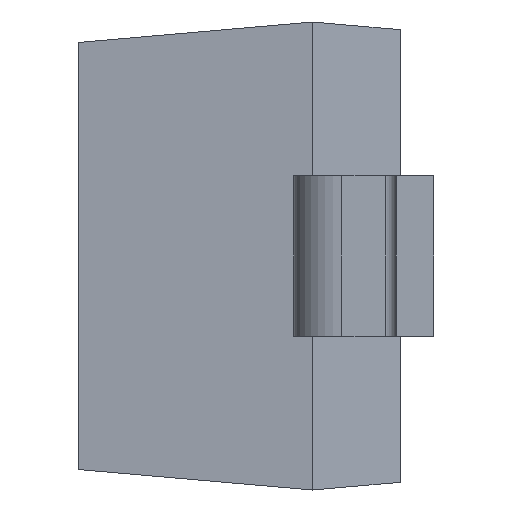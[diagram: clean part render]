
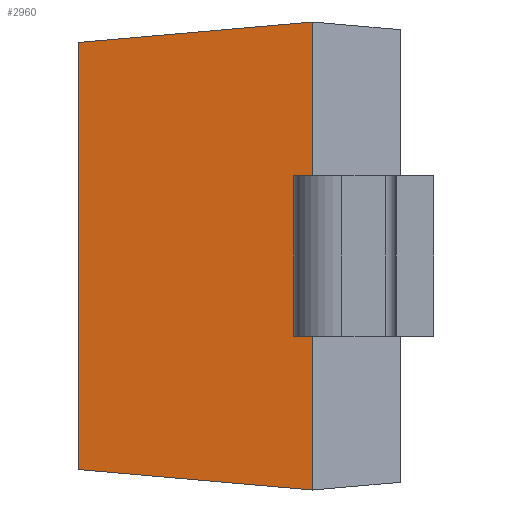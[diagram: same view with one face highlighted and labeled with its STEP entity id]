
A CAD part, left-side view. The second image highlights one B-rep face of the part: STEP entity #2960.
In plain terms, the highlighted planar face has unit normal (-0.996, 0.087, 0).
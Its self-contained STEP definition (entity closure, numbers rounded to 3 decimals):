
#319 = CARTESIAN_POINT ( 'NONE',  ( -1.325, 0., -0.8 ) ) ;
#508 = DIRECTION ( 'NONE',  ( -0.087, -0.992, 0.087 ) ) ;
#609 = ORIENTED_EDGE ( 'NONE', *, *, #2206, .F. ) ;
#611 = VERTEX_POINT ( 'NONE', #1377 ) ;
#631 = EDGE_CURVE ( 'NONE', #1147, #2328, #1129, .T. ) ;
#690 = DIRECTION ( 'NONE',  ( -0.087, -0.996, 0. ) ) ;
#829 = LINE ( 'NONE', #2140, #4010 ) ;
#1129 = LINE ( 'NONE', #1738, #1202 ) ;
#1138 = DIRECTION ( 'NONE',  ( 0., 0., 1. ) ) ;
#1147 = VERTEX_POINT ( 'NONE', #1612 ) ;
#1202 = VECTOR ( 'NONE', #2696, 1000. ) ;
#1257 = AXIS2_PLACEMENT_3D ( 'NONE', #319, #1318, #690 ) ;
#1318 = DIRECTION ( 'NONE',  ( -0.996, 0.087, 0. ) ) ;
#1377 = CARTESIAN_POINT ( 'NONE',  ( -1.255, 0.8, 0.73 ) ) ;
#1612 = CARTESIAN_POINT ( 'NONE',  ( -1.325, 0., -0.8 ) ) ;
#1685 = VERTEX_POINT ( 'NONE', #2800 ) ;
#1738 = CARTESIAN_POINT ( 'NONE',  ( -1.325, 0., -0.8 ) ) ;
#1761 = ORIENTED_EDGE ( 'NONE', *, *, #2257, .F. ) ;
#1803 = LINE ( 'NONE', #4066, #3802 ) ;
#2062 = DIRECTION ( 'NONE',  ( -0.087, -0.992, -0.087 ) ) ;
#2089 = ORIENTED_EDGE ( 'NONE', *, *, #631, .T. ) ;
#2140 = CARTESIAN_POINT ( 'NONE',  ( -1.325, 0., 0.8 ) ) ;
#2206 = EDGE_CURVE ( 'NONE', #1685, #611, #1803, .T. ) ;
#2257 = EDGE_CURVE ( 'NONE', #611, #2328, #829, .T. ) ;
#2328 = VERTEX_POINT ( 'NONE', #3205 ) ;
#2648 = PLANE ( 'NONE',  #1257 ) ;
#2685 = CARTESIAN_POINT ( 'NONE',  ( -1.325, 0., -0.8 ) ) ;
#2696 = DIRECTION ( 'NONE',  ( 0., 0., 1. ) ) ;
#2800 = CARTESIAN_POINT ( 'NONE',  ( -1.255, 0.8, -0.73 ) ) ;
#2960 = ADVANCED_FACE ( 'NONE', ( #3879 ), #2648, .T. ) ;
#3205 = CARTESIAN_POINT ( 'NONE',  ( -1.325, 0., 0.8 ) ) ;
#3337 = LINE ( 'NONE', #2685, #3778 ) ;
#3449 = EDGE_CURVE ( 'NONE', #1685, #1147, #3337, .T. ) ;
#3697 = ORIENTED_EDGE ( 'NONE', *, *, #3449, .T. ) ;
#3778 = VECTOR ( 'NONE', #2062, 1000. ) ;
#3802 = VECTOR ( 'NONE', #1138, 1000. ) ;
#3879 = FACE_OUTER_BOUND ( 'NONE', #3932, .T. ) ;
#3932 = EDGE_LOOP ( 'NONE', ( #2089, #1761, #609, #3697 ) ) ;
#4010 = VECTOR ( 'NONE', #508, 1000. ) ;
#4066 = CARTESIAN_POINT ( 'NONE',  ( -1.255, 0.8, -0.8 ) ) ;
